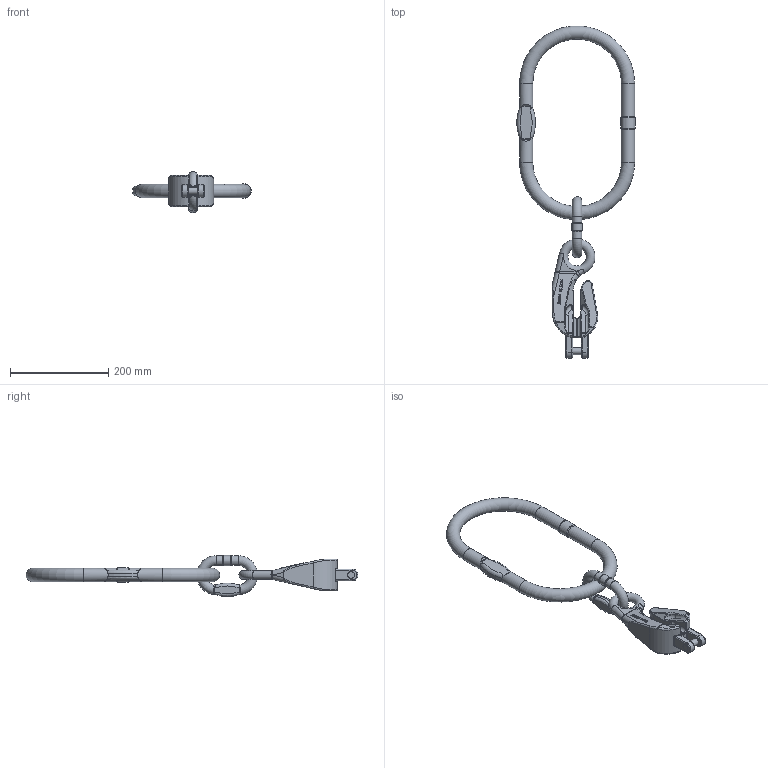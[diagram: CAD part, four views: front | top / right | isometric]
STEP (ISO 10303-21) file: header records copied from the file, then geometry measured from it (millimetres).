
FILE_DESCRIPTION(/* description */ (''),/* implementation_level */ '2;1');
FILE_NAME(/* name */ 'pewag_LXKW_1-13',/* time_stamp */ '2010-03-03T14:08:58+01:00',/* author */ (''),/* organization */ (''),/* preprocessor_version */ 'ST-DEVELOPER v9',/* originating_system */ 'UGS - NX 4.0',/* authorisation */ '');
FILE_SCHEMA (('AUTOMOTIVE_DESIGN { 1 0 10303 214 1 1 1 1 }'));
Length unit declared in the file: millimetre
Products named in the file (1): rit7E48oz5n
Bounding box: 240.35 x 674.75 x 83.63 mm (x, y, z)
Volume: 1060548.9 mm3; surface area: 157846.3 mm2
Topology: 4 solids, 4 shells, 556 faces, 1388 edges, 830 vertices
Faces by surface type: bspline 143, plane 142, cylinder 107, extrusion 93, torus 48, sphere 15, cone 8
Full cylindrical faces by diameter (mm): 14 x3, 19.5 x2, 20.962 x1, 27 x4, 29.025 x1
Entity records: 20468 total; most frequent: CARTESIAN_POINT 8668, ORIENTED_EDGE 2678, DIRECTION 2037, EDGE_CURVE 1339, VERTEX_POINT 822, AXIS2_PLACEMENT_3D 760, EDGE_LOOP 595, B_SPLINE_CURVE_WITH_KNOTS 569
